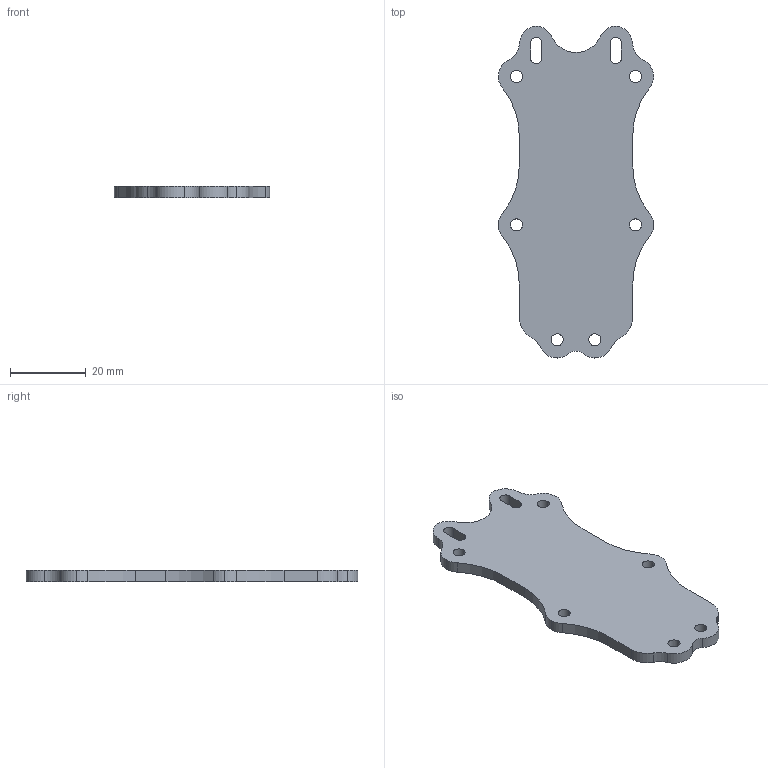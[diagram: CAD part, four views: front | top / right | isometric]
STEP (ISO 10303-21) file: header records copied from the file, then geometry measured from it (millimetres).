
FILE_DESCRIPTION (( 'STEP AP203' ), '1' );
FILE_NAME ('drone_top_test_3_Défaut_sldprt.STEP', '2021-02-07T17:38:01', ( '' ), ( '' ), 'SwSTEP 2.0', 'SolidWorks 2019', '' );
FILE_SCHEMA (( 'CONFIG_CONTROL_DESIGN' ));
Length unit declared in the file: millimetre
Products named in the file (1): drone_top_test_3_Défaut_sldprt
Bounding box: 41.07 x 87.78 x 3 mm (x, y, z)
Volume: 7870 mm3; surface area: 6250.6 mm2
Topology: 1 solids, 1 shells, 52 faces, 150 edges, 100 vertices
Faces by surface type: cylinder 42, plane 10
Entity records: 1867 total; most frequent: DIRECTION 340, CARTESIAN_POINT 303, ORIENTED_EDGE 300, EDGE_CURVE 150, AXIS2_PLACEMENT_3D 137, VERTEX_POINT 100, CIRCLE 84, EDGE_LOOP 68
